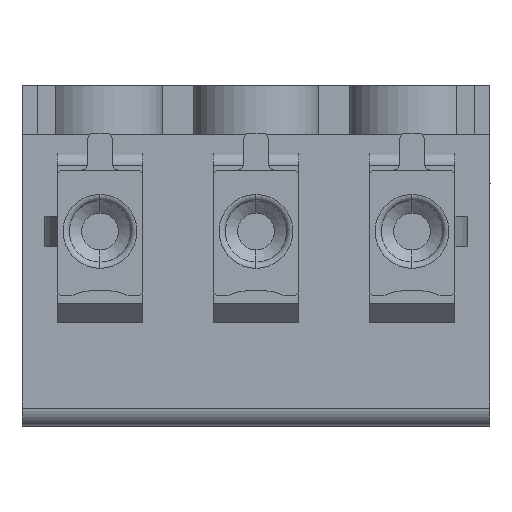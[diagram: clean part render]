
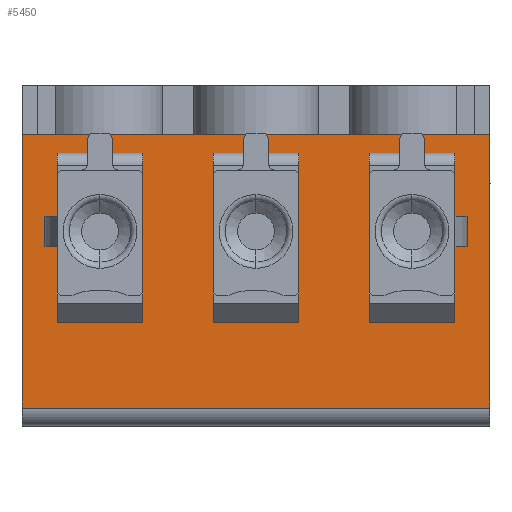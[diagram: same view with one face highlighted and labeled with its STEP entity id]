
A CAD part, front view. The second image highlights one B-rep face of the part: STEP entity #5450.
In plain terms, the highlighted planar face has unit normal (0, -1, 0).
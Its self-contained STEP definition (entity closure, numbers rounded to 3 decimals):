
#186 = VERTEX_POINT ( 'NONE', #29415 ) ;
#192 = DIRECTION ( 'NONE',  ( -1., 0., 0. ) ) ;
#278 = EDGE_CURVE ( 'NONE', #11905, #3270, #28448, .T. ) ;
#339 = FACE_OUTER_BOUND ( 'NONE', #21429, .T. ) ;
#1250 = CARTESIAN_POINT ( 'NONE',  ( 15.24, 7.2, 8.9 ) ) ;
#1592 = VECTOR ( 'NONE', #30554, 1000. ) ;
#1599 = CARTESIAN_POINT ( 'NONE',  ( 9.02, 7.2, 11.1 ) ) ;
#1757 = DIRECTION ( 'NONE',  ( 0., 0., -1. ) ) ;
#1846 = CARTESIAN_POINT ( 'NONE',  ( 6.22, 7.2, 8.9 ) ) ;
#1847 = EDGE_CURVE ( 'NONE', #11206, #6073, #17051, .T. ) ;
#2170 = EDGE_CURVE ( 'NONE', #4848, #16131, #9961, .T. ) ;
#2261 = LINE ( 'NONE', #11829, #9252 ) ;
#2430 = CARTESIAN_POINT ( 'NONE',  ( 0., 7.2, 9.5 ) ) ;
#2470 = CARTESIAN_POINT ( 'NONE',  ( 15.24, 7.2, 0.6 ) ) ;
#2913 = DIRECTION ( 'NONE',  ( 0., 0., -1. ) ) ;
#3219 = CARTESIAN_POINT ( 'NONE',  ( 15.24, 7.2, 8.9 ) ) ;
#3270 = VERTEX_POINT ( 'NONE', #20251 ) ;
#3298 = EDGE_CURVE ( 'NONE', #28974, #3412, #15351, .T. ) ;
#3412 = VERTEX_POINT ( 'NONE', #2430 ) ;
#3446 = EDGE_CURVE ( 'NONE', #29555, #29683, #19543, .T. ) ;
#4403 = ORIENTED_EDGE ( 'NONE', *, *, #19036, .T. ) ;
#4422 = CARTESIAN_POINT ( 'NONE',  ( 15.24, 7.2, 9.5 ) ) ;
#4438 = ORIENTED_EDGE ( 'NONE', *, *, #3446, .F. ) ;
#4848 = VERTEX_POINT ( 'NONE', #13343 ) ;
#4905 = DIRECTION ( 'NONE',  ( 0., 0., -1. ) ) ;
#4946 = VERTEX_POINT ( 'NONE', #19479 ) ;
#5141 = ORIENTED_EDGE ( 'NONE', *, *, #3298, .F. ) ;
#5348 = EDGE_CURVE ( 'NONE', #11905, #11206, #8901, .T. ) ;
#5450 = ADVANCED_FACE ( 'NONE', ( #26426, #24038, #339, #28921 ), #19002, .T. ) ;
#6073 = VERTEX_POINT ( 'NONE', #25934 ) ;
#6206 = ORIENTED_EDGE ( 'NONE', *, *, #6609, .T. ) ;
#6347 = ORIENTED_EDGE ( 'NONE', *, *, #9434, .T. ) ;
#6609 = EDGE_CURVE ( 'NONE', #186, #3412, #2261, .T. ) ;
#7087 = VECTOR ( 'NONE', #7901, 1000. ) ;
#7564 = EDGE_CURVE ( 'NONE', #4946, #10216, #9599, .T. ) ;
#7630 = CARTESIAN_POINT ( 'NONE',  ( 15.24, 7.2, 3.4 ) ) ;
#7901 = DIRECTION ( 'NONE',  ( -1., 0., 0. ) ) ;
#7917 = ORIENTED_EDGE ( 'NONE', *, *, #2170, .T. ) ;
#7979 = CARTESIAN_POINT ( 'NONE',  ( 0., 7.2, 9.5 ) ) ;
#8347 = VECTOR ( 'NONE', #17563, 1000. ) ;
#8460 = VECTOR ( 'NONE', #2913, 1000. ) ;
#8824 = CARTESIAN_POINT ( 'NONE',  ( 3.94, 7.2, 11.1 ) ) ;
#8901 = LINE ( 'NONE', #27679, #30383 ) ;
#9045 = VECTOR ( 'NONE', #1757, 1000. ) ;
#9140 = VECTOR ( 'NONE', #17196, 1000. ) ;
#9163 = ORIENTED_EDGE ( 'NONE', *, *, #7564, .F. ) ;
#9231 = LINE ( 'NONE', #2470, #1592 ) ;
#9252 = VECTOR ( 'NONE', #16233, 1000. ) ;
#9434 = EDGE_CURVE ( 'NONE', #14430, #10216, #13545, .T. ) ;
#9587 = CARTESIAN_POINT ( 'NONE',  ( 14.1, 7.2, 3.4 ) ) ;
#9599 = LINE ( 'NONE', #28604, #16803 ) ;
#9961 = LINE ( 'NONE', #24284, #29800 ) ;
#10216 = VERTEX_POINT ( 'NONE', #21886 ) ;
#10953 = EDGE_CURVE ( 'NONE', #3270, #6073, #28447, .T. ) ;
#11206 = VERTEX_POINT ( 'NONE', #1846 ) ;
#11285 = ORIENTED_EDGE ( 'NONE', *, *, #15226, .T. ) ;
#11829 = CARTESIAN_POINT ( 'NONE',  ( 15.24, 7.2, 9.5 ) ) ;
#11905 = VERTEX_POINT ( 'NONE', #23146 ) ;
#11983 = ORIENTED_EDGE ( 'NONE', *, *, #25420, .T. ) ;
#12109 = CARTESIAN_POINT ( 'NONE',  ( 15.24, 7.2, 3.4 ) ) ;
#12156 = CARTESIAN_POINT ( 'NONE',  ( 11.3, 7.2, 11.1 ) ) ;
#12478 = ORIENTED_EDGE ( 'NONE', *, *, #10953, .T. ) ;
#12815 = VECTOR ( 'NONE', #192, 1000. ) ;
#12980 = ORIENTED_EDGE ( 'NONE', *, *, #19041, .F. ) ;
#13143 = EDGE_LOOP ( 'NONE', ( #12478, #23067, #26939, #25675 ) ) ;
#13162 = LINE ( 'NONE', #1250, #25561 ) ;
#13343 = CARTESIAN_POINT ( 'NONE',  ( 14.1, 7.2, 8.9 ) ) ;
#13545 = LINE ( 'NONE', #14003, #26925 ) ;
#14003 = CARTESIAN_POINT ( 'NONE',  ( 15.24, 7.2, 3.4 ) ) ;
#14426 = VERTEX_POINT ( 'NONE', #27083 ) ;
#14430 = VERTEX_POINT ( 'NONE', #26615 ) ;
#14603 = DIRECTION ( 'NONE',  ( 0., -1., 0. ) ) ;
#14700 = CARTESIAN_POINT ( 'NONE',  ( 15.24, 7.2, 0.6 ) ) ;
#15226 = EDGE_CURVE ( 'NONE', #26623, #186, #19725, .T. ) ;
#15351 = LINE ( 'NONE', #7979, #8347 ) ;
#15542 = ORIENTED_EDGE ( 'NONE', *, *, #27637, .F. ) ;
#16131 = VERTEX_POINT ( 'NONE', #9587 ) ;
#16233 = DIRECTION ( 'NONE',  ( -1., 0., 0. ) ) ;
#16803 = VECTOR ( 'NONE', #4905, 1000. ) ;
#17051 = LINE ( 'NONE', #28872, #20273 ) ;
#17196 = DIRECTION ( 'NONE',  ( 0., 0., 1. ) ) ;
#17229 = CARTESIAN_POINT ( 'NONE',  ( 0., 7.2, 0.6 ) ) ;
#17563 = DIRECTION ( 'NONE',  ( 0., 0., 1. ) ) ;
#18384 = DIRECTION ( 'NONE',  ( 0., 0., -1. ) ) ;
#19002 = PLANE ( 'NONE',  #20374 ) ;
#19036 = EDGE_CURVE ( 'NONE', #16131, #29683, #29715, .T. ) ;
#19041 = EDGE_CURVE ( 'NONE', #4848, #29555, #24741, .T. ) ;
#19479 = CARTESIAN_POINT ( 'NONE',  ( 1.14, 7.2, 8.9 ) ) ;
#19543 = LINE ( 'NONE', #12156, #8460 ) ;
#19643 = CARTESIAN_POINT ( 'NONE',  ( 11.3, 7.2, 3.4 ) ) ;
#19725 = LINE ( 'NONE', #7630, #9140 ) ;
#20143 = VECTOR ( 'NONE', #20158, 1000. ) ;
#20158 = DIRECTION ( 'NONE',  ( -1., 0., 0. ) ) ;
#20251 = CARTESIAN_POINT ( 'NONE',  ( 9.02, 7.2, 3.4 ) ) ;
#20273 = VECTOR ( 'NONE', #24164, 1000. ) ;
#20374 = AXIS2_PLACEMENT_3D ( 'NONE', #4422, #14603, #24211 ) ;
#21429 = EDGE_LOOP ( 'NONE', ( #6206, #5141, #15542, #11285 ) ) ;
#21886 = CARTESIAN_POINT ( 'NONE',  ( 1.14, 7.2, 3.4 ) ) ;
#22241 = EDGE_LOOP ( 'NONE', ( #4403, #4438, #12980, #7917 ) ) ;
#22809 = DIRECTION ( 'NONE',  ( -1., 0., 0. ) ) ;
#23067 = ORIENTED_EDGE ( 'NONE', *, *, #1847, .F. ) ;
#23146 = CARTESIAN_POINT ( 'NONE',  ( 9.02, 7.2, 8.9 ) ) ;
#23412 = EDGE_LOOP ( 'NONE', ( #27894, #11983, #6347, #9163 ) ) ;
#24038 = FACE_BOUND ( 'NONE', #23412, .T. ) ;
#24164 = DIRECTION ( 'NONE',  ( 0., 0., -1. ) ) ;
#24211 = DIRECTION ( 'NONE',  ( 0., 0., -1. ) ) ;
#24284 = CARTESIAN_POINT ( 'NONE',  ( 14.1, 7.2, 11.1 ) ) ;
#24741 = LINE ( 'NONE', #3219, #20143 ) ;
#25420 = EDGE_CURVE ( 'NONE', #14426, #14430, #25787, .T. ) ;
#25561 = VECTOR ( 'NONE', #25597, 1000. ) ;
#25597 = DIRECTION ( 'NONE',  ( -1., 0., 0. ) ) ;
#25625 = EDGE_CURVE ( 'NONE', #14426, #4946, #13162, .T. ) ;
#25675 = ORIENTED_EDGE ( 'NONE', *, *, #278, .T. ) ;
#25787 = LINE ( 'NONE', #8824, #26051 ) ;
#25934 = CARTESIAN_POINT ( 'NONE',  ( 6.22, 7.2, 3.4 ) ) ;
#26051 = VECTOR ( 'NONE', #18384, 1000. ) ;
#26426 = FACE_BOUND ( 'NONE', #13143, .T. ) ;
#26615 = CARTESIAN_POINT ( 'NONE',  ( 3.94, 7.2, 3.4 ) ) ;
#26623 = VERTEX_POINT ( 'NONE', #14700 ) ;
#26925 = VECTOR ( 'NONE', #30358, 1000. ) ;
#26939 = ORIENTED_EDGE ( 'NONE', *, *, #5348, .F. ) ;
#27083 = CARTESIAN_POINT ( 'NONE',  ( 3.94, 7.2, 8.9 ) ) ;
#27637 = EDGE_CURVE ( 'NONE', #26623, #28974, #9231, .T. ) ;
#27679 = CARTESIAN_POINT ( 'NONE',  ( 15.24, 7.2, 8.9 ) ) ;
#27894 = ORIENTED_EDGE ( 'NONE', *, *, #25625, .F. ) ;
#28447 = LINE ( 'NONE', #12109, #12815 ) ;
#28448 = LINE ( 'NONE', #1599, #9045 ) ;
#28604 = CARTESIAN_POINT ( 'NONE',  ( 1.14, 7.2, 11.1 ) ) ;
#28824 = DIRECTION ( 'NONE',  ( 0., 0., -1. ) ) ;
#28872 = CARTESIAN_POINT ( 'NONE',  ( 6.22, 7.2, 11.1 ) ) ;
#28921 = FACE_BOUND ( 'NONE', #22241, .T. ) ;
#28974 = VERTEX_POINT ( 'NONE', #17229 ) ;
#29415 = CARTESIAN_POINT ( 'NONE',  ( 15.24, 7.2, 9.5 ) ) ;
#29417 = CARTESIAN_POINT ( 'NONE',  ( 15.24, 7.2, 3.4 ) ) ;
#29555 = VERTEX_POINT ( 'NONE', #30315 ) ;
#29683 = VERTEX_POINT ( 'NONE', #19643 ) ;
#29715 = LINE ( 'NONE', #29417, #7087 ) ;
#29800 = VECTOR ( 'NONE', #28824, 1000. ) ;
#30315 = CARTESIAN_POINT ( 'NONE',  ( 11.3, 7.2, 8.9 ) ) ;
#30358 = DIRECTION ( 'NONE',  ( -1., 0., 0. ) ) ;
#30383 = VECTOR ( 'NONE', #22809, 1000. ) ;
#30554 = DIRECTION ( 'NONE',  ( -1., 0., 0. ) ) ;
